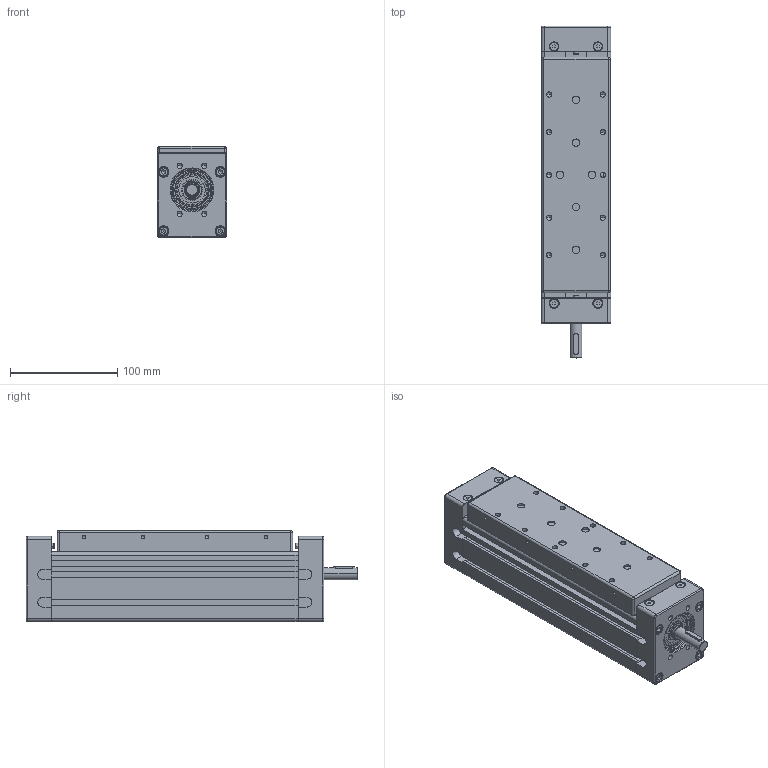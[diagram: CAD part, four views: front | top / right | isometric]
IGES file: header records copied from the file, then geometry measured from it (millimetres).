
Global section: file name: No Iges File Name specified; native system: Autodesk Inventor 2011; preprocessor: AutoDesk Inventor Iges Exporter R2011; author: Matej; date: 20110523.111404; units: millimetre
Bounding box: 65 x 310 x 85 mm (x, y, z)
Volume: 1354169.7 mm3; surface area: 216022.9 mm2
Topology: 5 solids, 16 shells, 763 faces, 1924 edges, 1164 vertices
Faces by surface type: plane 292, bspline 211, cylinder 103, revolution 90, torus 28, cone 23, sphere 16
